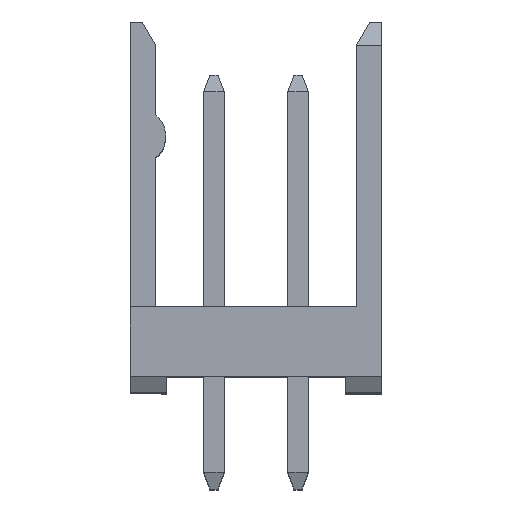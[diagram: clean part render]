
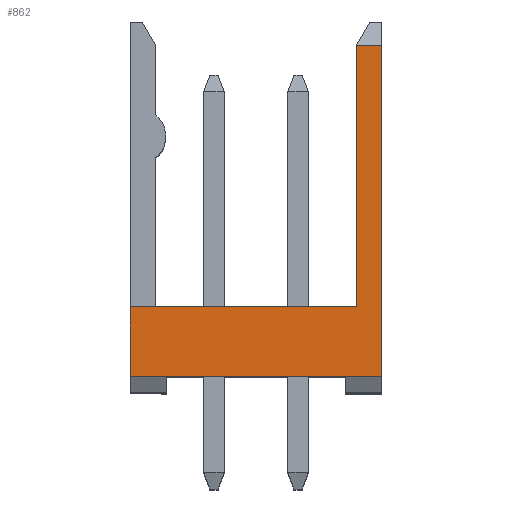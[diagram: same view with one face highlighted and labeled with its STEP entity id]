
A CAD part, top view. The second image highlights one B-rep face of the part: STEP entity #862.
In plain terms, the highlighted planar face has unit normal (0, 0, 1).
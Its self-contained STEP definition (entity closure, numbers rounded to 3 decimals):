
#862 = ADVANCED_FACE( '', ( #1967 ), #1968, .T. );
#1967 = FACE_OUTER_BOUND( '', #3312, .T. );
#1968 = PLANE( '', #3313 );
#3312 = EDGE_LOOP( '', ( #5868, #5869, #5870, #5871, #5872, #5873 ) );
#3313 = AXIS2_PLACEMENT_3D( '', #5874, #5875, #5876 );
#5868 = ORIENTED_EDGE( '', *, *, #8299, .F. );
#5869 = ORIENTED_EDGE( '', *, *, #8291, .T. );
#5870 = ORIENTED_EDGE( '', *, *, #9097, .T. );
#5871 = ORIENTED_EDGE( '', *, *, #9098, .T. );
#5872 = ORIENTED_EDGE( '', *, *, #9099, .T. );
#5873 = ORIENTED_EDGE( '', *, *, #9100, .T. );
#5874 = CARTESIAN_POINT( '', ( 2.119, -1.12, 0.944 ) );
#5875 = DIRECTION( '', ( 0., 0., 1. ) );
#5876 = DIRECTION( '', ( 1., 0., 0. ) );
#8291 = EDGE_CURVE( '', #9999, #9997, #10000, .T. );
#8299 = EDGE_CURVE( '', #9999, #10012, #10013, .T. );
#9097 = EDGE_CURVE( '', #9997, #11282, #11283, .T. );
#9098 = EDGE_CURVE( '', #11282, #11284, #11285, .T. );
#9099 = EDGE_CURVE( '', #11284, #11286, #11287, .T. );
#9100 = EDGE_CURVE( '', #11286, #10012, #11288, .T. );
#9997 = VERTEX_POINT( '', #12416 );
#9999 = VERTEX_POINT( '', #12419 );
#10000 = LINE( '', #12420, #12421 );
#10012 = VERTEX_POINT( '', #12438 );
#10013 = LINE( '', #12439, #12440 );
#11282 = VERTEX_POINT( '', #14370 );
#11283 = LINE( '', #14371, #14372 );
#11284 = VERTEX_POINT( '', #14373 );
#11285 = LINE( '', #14374, #14375 );
#11286 = VERTEX_POINT( '', #14376 );
#11287 = LINE( '', #14377, #14378 );
#11288 = LINE( '', #14379, #14380 );
#12416 = CARTESIAN_POINT( '', ( -0.775, 2.6, 0.944 ) );
#12419 = CARTESIAN_POINT( '', ( -0.775, 10.5, 0.944 ) );
#12420 = CARTESIAN_POINT( '', ( -0.775, -45.57, 0.944 ) );
#12421 = VECTOR( '', #15461, 1000. );
#12438 = CARTESIAN_POINT( '', ( 0., 10.5, 0.944 ) );
#12439 = CARTESIAN_POINT( '', ( -0.185, 10.5, 0.944 ) );
#12440 = VECTOR( '', #15467, 1000. );
#14370 = CARTESIAN_POINT( '', ( -7.6, 2.6, 0.944 ) );
#14371 = CARTESIAN_POINT( '', ( -23.44, 2.6, 0.944 ) );
#14372 = VECTOR( '', #16129, 1000. );
#14373 = CARTESIAN_POINT( '', ( -7.6, 0.5, 0.944 ) );
#14374 = CARTESIAN_POINT( '', ( -7.6, -45.57, 0.944 ) );
#14375 = VECTOR( '', #16130, 1000. );
#14376 = CARTESIAN_POINT( '', ( 0., 0.5, 0.944 ) );
#14377 = CARTESIAN_POINT( '', ( -23.44, 0.5, 0.944 ) );
#14378 = VECTOR( '', #16131, 1000. );
#14379 = CARTESIAN_POINT( '', ( 0., -45.57, 0.944 ) );
#14380 = VECTOR( '', #16132, 1000. );
#15461 = DIRECTION( '', ( 0., -1., 0. ) );
#15467 = DIRECTION( '', ( 1., 0., 0. ) );
#16129 = DIRECTION( '', ( -1., 0., 0. ) );
#16130 = DIRECTION( '', ( 0., -1., 0. ) );
#16131 = DIRECTION( '', ( 1., 0., 0. ) );
#16132 = DIRECTION( '', ( 0., 1., 0. ) );
